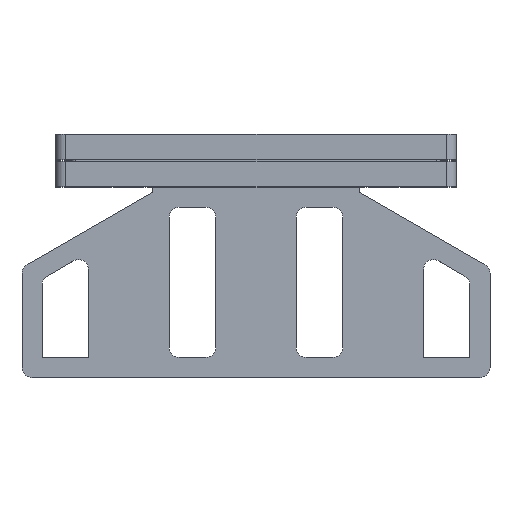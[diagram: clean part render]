
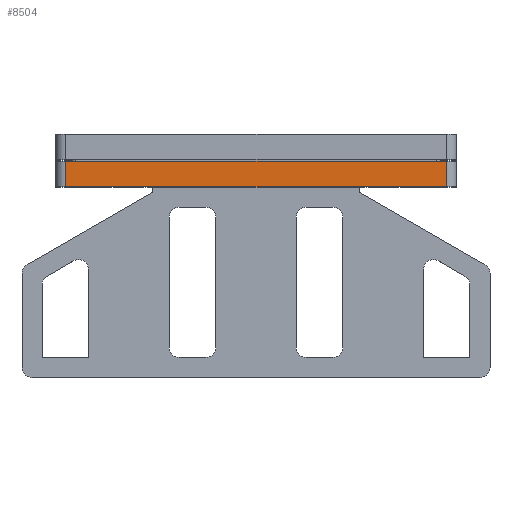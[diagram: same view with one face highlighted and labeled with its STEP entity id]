
A CAD part, top view. The second image highlights one B-rep face of the part: STEP entity #8504.
In plain terms, the highlighted planar face has unit normal (0, 0, 1).
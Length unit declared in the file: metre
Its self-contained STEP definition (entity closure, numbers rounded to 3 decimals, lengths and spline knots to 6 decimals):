
#3096=ORIENTED_EDGE('',*,*,#4641,.F.);
#3097=ORIENTED_EDGE('',*,*,#4642,.F.);
#3098=ORIENTED_EDGE('',*,*,#4636,.F.);
#3099=ORIENTED_EDGE('',*,*,#4634,.T.);
#4634=EDGE_CURVE('',#5469,#5468,#6065,.T.);
#4636=EDGE_CURVE('',#5469,#5470,#6066,.T.);
#4641=EDGE_CURVE('',#5473,#5468,#6069,.F.);
#4642=EDGE_CURVE('',#5470,#5473,#6070,.T.);
#5468=VERTEX_POINT('',#16347);
#5469=VERTEX_POINT('',#16349);
#5470=VERTEX_POINT('',#16353);
#5473=VERTEX_POINT('',#16361);
#6065=LINE('',#16348,#6691);
#6066=LINE('',#16352,#6692);
#6069=LINE('',#16362,#6695);
#6070=LINE('',#16364,#6696);
#6691=VECTOR('',#11429,1.);
#6692=VECTOR('',#11434,1.);
#6695=VECTOR('',#11443,1.);
#6696=VECTOR('',#11446,1.);
#7243=EDGE_LOOP('',(#3096,#3097,#3098,#3099));
#7791=FACE_BOUND('',#7243,.T.);
#8023=PLANE('',#9322);
#8504=ADVANCED_FACE('',(#7791),#8023,.F.);
#9322=AXIS2_PLACEMENT_3D('',#16363,#11444,#11445);
#11429=DIRECTION('',(1.,0.,0.));
#11434=DIRECTION('',(0.,1.,0.));
#11443=DIRECTION('',(0.,1.,0.));
#11444=DIRECTION('',(0.,0.,-1.));
#11445=DIRECTION('',(-1.,0.,0.));
#11446=DIRECTION('',(1.,0.,0.));
#16347=CARTESIAN_POINT('',(0.019,-0.0042,0.02875));
#16348=CARTESIAN_POINT('',(0.,-0.0042,0.02875));
#16349=CARTESIAN_POINT('',(-0.019,-0.0042,0.02875));
#16352=CARTESIAN_POINT('',(-0.019,-0.0017,0.02875));
#16353=CARTESIAN_POINT('',(-0.019,-0.0017,0.02875));
#16361=CARTESIAN_POINT('',(0.019,-0.0017,0.02875));
#16362=CARTESIAN_POINT('',(0.019,-0.0042,0.02875));
#16363=CARTESIAN_POINT('',(0.,-0.0042,0.02875));
#16364=CARTESIAN_POINT('',(0.,-0.0017,0.02875));
